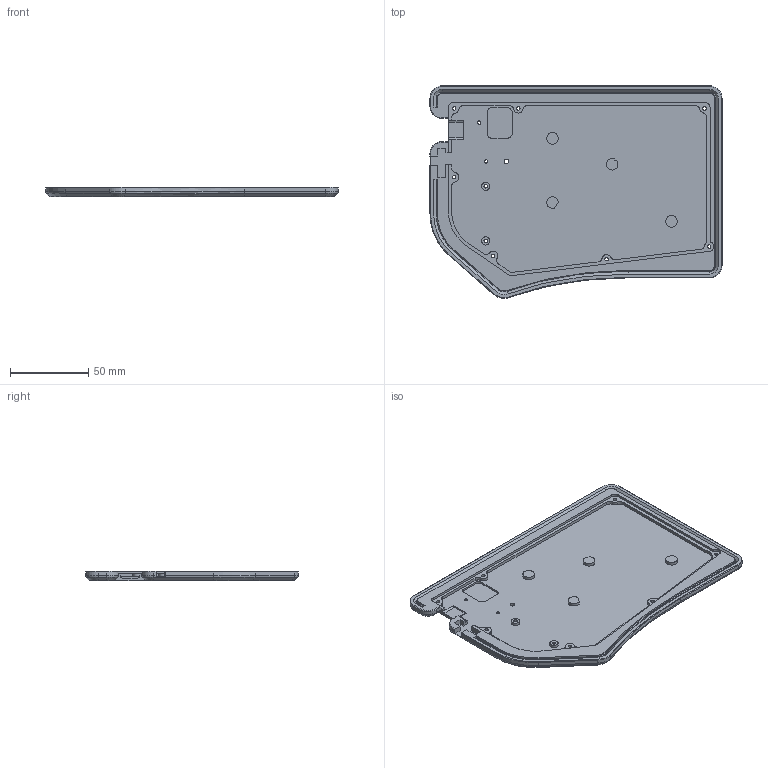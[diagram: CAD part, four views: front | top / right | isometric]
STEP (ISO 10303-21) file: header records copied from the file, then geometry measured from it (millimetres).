
FILE_DESCRIPTION(/* description */ (''),/* implementation_level */ '2;1');
FILE_NAME(/* name */ 'levels54_right_bottom.step',/* time_stamp */ '2025-09-18T16:58:52-05:00',/* author */ (''),/* organization */ (''),/* preprocessor_version */ 'ST-DEVELOPER v20.1',/* originating_system */ 'Autodesk Translation Framework v14.17.0.0',/* authorisation */ '');
FILE_SCHEMA (('AUTOMOTIVE_DESIGN { 1 0 10303 214 3 1 1 }'));
Length unit declared in the file: millimetre
Products named in the file (1): LevelsGrande
Bounding box: 187 x 136.12 x 6 mm (x, y, z)
Volume: 74510.6 mm3; surface area: 51745 mm2
Topology: 1 solids, 1 shells, 220 faces, 564 edges, 354 vertices
Faces by surface type: plane 100, cylinder 74, cone 34, torus 7, bspline 5
Full cylindrical faces by diameter (mm): 2.2 x11, 3 x1, 5.18 x1, 5.191 x1, 7.4 x2
Entity records: 6914 total; most frequent: CARTESIAN_POINT 1348, DIRECTION 1184, ORIENTED_EDGE 1128, EDGE_CURVE 564, AXIS2_PLACEMENT_3D 416, VERTEX_POINT 354, LINE 352, VECTOR 352
